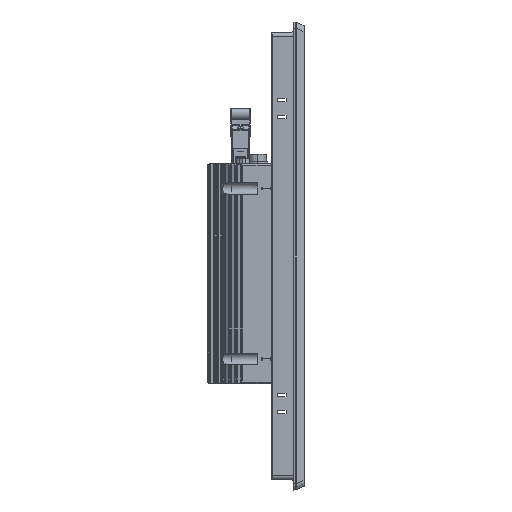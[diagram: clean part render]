
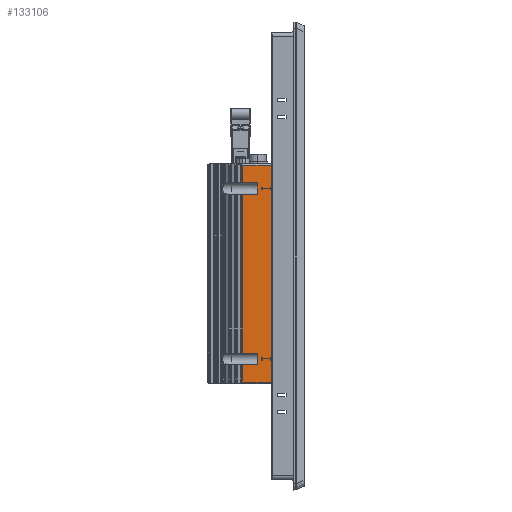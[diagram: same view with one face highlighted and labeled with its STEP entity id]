
A CAD part, left-side view. The second image highlights one B-rep face of the part: STEP entity #133106.
In plain terms, the highlighted planar face has unit normal (-1, 0, 0).
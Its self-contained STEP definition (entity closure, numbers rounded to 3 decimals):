
#417 = ORIENTED_EDGE ( 'NONE', *, *, #66410, .F. ) ;
#420 = ORIENTED_EDGE ( 'NONE', *, *, #39347, .T. ) ;
#613 = CARTESIAN_POINT ( 'NONE',  ( -133.001, 36.88, 43.549 ) ) ;
#2076 = LINE ( 'NONE', #13505, #91170 ) ;
#4245 = DIRECTION ( 'NONE',  ( 0., 1., 0. ) ) ;
#6796 = LINE ( 'NONE', #126173, #65310 ) ;
#6927 = VERTEX_POINT ( 'NONE', #91880 ) ;
#6983 = ORIENTED_EDGE ( 'NONE', *, *, #83937, .T. ) ;
#9084 = DIRECTION ( 'NONE',  ( 0., 0., -1. ) ) ;
#11168 = VERTEX_POINT ( 'NONE', #63942 ) ;
#11334 = DIRECTION ( 'NONE',  ( 0., 1., 0. ) ) ;
#12699 = VECTOR ( 'NONE', #30794, 1000. ) ;
#13505 = CARTESIAN_POINT ( 'NONE',  ( -133.001, 36.88, 63.949 ) ) ;
#14039 = CARTESIAN_POINT ( 'NONE',  ( -133.001, 35.3, -88.851 ) ) ;
#16340 = ORIENTED_EDGE ( 'NONE', *, *, #105226, .T. ) ;
#16862 = CARTESIAN_POINT ( 'NONE',  ( -133.001, 36.88, -76.451 ) ) ;
#20886 = LINE ( 'NONE', #44413, #85376 ) ;
#21464 = ORIENTED_EDGE ( 'NONE', *, *, #58863, .T. ) ;
#21586 = DIRECTION ( 'NONE',  ( 0., -1., 0. ) ) ;
#22802 = CARTESIAN_POINT ( 'NONE',  ( -133.001, 36.88, 51.549 ) ) ;
#23421 = VERTEX_POINT ( 'NONE', #16862 ) ;
#24730 = LINE ( 'NONE', #36125, #102319 ) ;
#25183 = EDGE_CURVE ( 'NONE', #45113, #134114, #77176, .T. ) ;
#25695 = CARTESIAN_POINT ( 'NONE',  ( -133.001, 36.88, 43.549 ) ) ;
#28491 = CARTESIAN_POINT ( 'NONE',  ( -133.001, 35.3, 63.949 ) ) ;
#29100 = LINE ( 'NONE', #127755, #108528 ) ;
#29140 = CARTESIAN_POINT ( 'NONE',  ( -133.001, 35.827, -88.851 ) ) ;
#30526 = DIRECTION ( 'NONE',  ( 0., 0., -1. ) ) ;
#30794 = DIRECTION ( 'NONE',  ( 0., 0., -1. ) ) ;
#32497 = VECTOR ( 'NONE', #127409, 1000. ) ;
#33175 = CARTESIAN_POINT ( 'NONE',  ( -133.001, 26.3, 43.549 ) ) ;
#34721 = DIRECTION ( 'NONE',  ( 0., 0., -1. ) ) ;
#36125 = CARTESIAN_POINT ( 'NONE',  ( -133.001, 36.88, -89.951 ) ) ;
#39174 = CARTESIAN_POINT ( 'NONE',  ( -133.001, 36.354, 63.933 ) ) ;
#39347 = EDGE_CURVE ( 'NONE', #134114, #139325, #40158, .T. ) ;
#40158 = LINE ( 'NONE', #83754, #32497 ) ;
#41773 = DIRECTION ( 'NONE',  ( 0., -1., 0. ) ) ;
#43436 = ORIENTED_EDGE ( 'NONE', *, *, #127570, .T. ) ;
#43482 = CARTESIAN_POINT ( 'NONE',  ( -133.001, 36.88, -76.451 ) ) ;
#44413 = CARTESIAN_POINT ( 'NONE',  ( -133.001, 36.88, 51.549 ) ) ;
#45113 = VERTEX_POINT ( 'NONE', #33175 ) ;
#45560 = VECTOR ( 'NONE', #4245, 1000. ) ;
#45647 = DIRECTION ( 'NONE',  ( 0., 1., 0. ) ) ;
#54578 = AXIS2_PLACEMENT_3D ( 'NONE', #128213, #75957, #87390 ) ;
#56430 = EDGE_CURVE ( 'NONE', #75340, #96098, #99744, .T. ) ;
#58863 = EDGE_CURVE ( 'NONE', #139325, #84441, #99835, .T. ) ;
#60673 = ORIENTED_EDGE ( 'NONE', *, *, #117595, .T. ) ;
#60975 = EDGE_CURVE ( 'NONE', #113871, #96201, #20886, .T. ) ;
#61519 = LINE ( 'NONE', #84392, #12699 ) ;
#63942 = CARTESIAN_POINT ( 'NONE',  ( -133.001, 16.3, 63.949 ) ) ;
#64883 = CARTESIAN_POINT ( 'NONE',  ( -133.001, 26.3, -68.451 ) ) ;
#65310 = VECTOR ( 'NONE', #41773, 1000. ) ;
#66410 = EDGE_CURVE ( 'NONE', #11168, #70214, #66715, .T. ) ;
#66715 = LINE ( 'NONE', #84822, #81910 ) ;
#70214 = VERTEX_POINT ( 'NONE', #78520 ) ;
#73852 = PLANE ( 'NONE',  #54578 ) ;
#75340 = VERTEX_POINT ( 'NONE', #129698 ) ;
#75957 = DIRECTION ( 'NONE',  ( -1., 0., 0. ) ) ;
#77176 = LINE ( 'NONE', #25695, #45560 ) ;
#78520 = CARTESIAN_POINT ( 'NONE',  ( -133.001, 16.3, -88.851 ) ) ;
#80103 = VECTOR ( 'NONE', #11334, 1000. ) ;
#80174 = ORIENTED_EDGE ( 'NONE', *, *, #60975, .T. ) ;
#81227 = VERTEX_POINT ( 'NONE', #99095 ) ;
#81910 = VECTOR ( 'NONE', #30526, 1000. ) ;
#83754 = CARTESIAN_POINT ( 'NONE',  ( -133.001, 36.88, -89.951 ) ) ;
#83937 = EDGE_CURVE ( 'NONE', #96201, #45113, #29100, .T. ) ;
#84392 = CARTESIAN_POINT ( 'NONE',  ( -133.001, 26.3, -89.951 ) ) ;
#84441 = VERTEX_POINT ( 'NONE', #64883 ) ;
#84822 = CARTESIAN_POINT ( 'NONE',  ( -133.001, 16.3, -89.951 ) ) ;
#85376 = VECTOR ( 'NONE', #21586, 1000. ) ;
#85888 = EDGE_CURVE ( 'NONE', #75340, #113871, #24730, .T. ) ;
#87316 = EDGE_LOOP ( 'NONE', ( #95804, #420, #21464, #129873, #60673, #16340, #90807, #43436, #417, #138912, #89668, #115289, #80174, #6983 ) ) ;
#87390 = DIRECTION ( 'NONE',  ( 0., 0., 1. ) ) ;
#88704 = EDGE_CURVE ( 'NONE', #84441, #6927, #61519, .T. ) ;
#89668 = ORIENTED_EDGE ( 'NONE', *, *, #56430, .F. ) ;
#90807 = ORIENTED_EDGE ( 'NONE', *, *, #114983, .T. ) ;
#91170 = VECTOR ( 'NONE', #45647, 1000. ) ;
#91273 = CARTESIAN_POINT ( 'NONE',  ( -133.001, 26.3, 51.549 ) ) ;
#91880 = CARTESIAN_POINT ( 'NONE',  ( -133.001, 26.3, -76.451 ) ) ;
#95804 = ORIENTED_EDGE ( 'NONE', *, *, #25183, .T. ) ;
#96098 = VERTEX_POINT ( 'NONE', #109922 ) ;
#96201 = VERTEX_POINT ( 'NONE', #91273 ) ;
#96312 = CARTESIAN_POINT ( 'NONE',  ( -133.001, 35.3, -88.851 ) ) ;
#97706 = CARTESIAN_POINT ( 'NONE',  ( -133.001, 36.88, -68.451 ) ) ;
#99095 = CARTESIAN_POINT ( 'NONE',  ( -133.001, 36.88, -88.803 ) ) ;
#99384 = DIRECTION ( 'NONE',  ( 0., 0., -1. ) ) ;
#99744 = B_SPLINE_CURVE_WITH_KNOTS ( 'NONE', 3,
 ( #101486, #39174, #126432, #28491 ),
 .UNSPECIFIED., .F., .F.,
 ( 4, 4 ),
 ( 0., 0.002 ),
 .UNSPECIFIED. ) ;
#99835 = LINE ( 'NONE', #97706, #114972 ) ;
#101486 = CARTESIAN_POINT ( 'NONE',  ( -133.001, 36.88, 63.901 ) ) ;
#102319 = VECTOR ( 'NONE', #34721, 1000. ) ;
#105226 = EDGE_CURVE ( 'NONE', #23421, #81227, #108697, .T. ) ;
#105281 = B_SPLINE_CURVE_WITH_KNOTS ( 'NONE', 3,
 ( #128495, #107070, #29140, #96312 ),
 .UNSPECIFIED., .F., .F.,
 ( 4, 4 ),
 ( 0., 0.002 ),
 .UNSPECIFIED. ) ;
#107070 = CARTESIAN_POINT ( 'NONE',  ( -133.001, 36.354, -88.835 ) ) ;
#107309 = CARTESIAN_POINT ( 'NONE',  ( -133.001, 36.88, -68.451 ) ) ;
#108528 = VECTOR ( 'NONE', #9084, 1000. ) ;
#108697 = LINE ( 'NONE', #118705, #139971 ) ;
#109922 = CARTESIAN_POINT ( 'NONE',  ( -133.001, 35.3, 63.949 ) ) ;
#113871 = VERTEX_POINT ( 'NONE', #22802 ) ;
#113914 = EDGE_CURVE ( 'NONE', #11168, #96098, #2076, .T. ) ;
#114972 = VECTOR ( 'NONE', #121974, 1000. ) ;
#114983 = EDGE_CURVE ( 'NONE', #81227, #128711, #105281, .T. ) ;
#115289 = ORIENTED_EDGE ( 'NONE', *, *, #85888, .T. ) ;
#117595 = EDGE_CURVE ( 'NONE', #6927, #23421, #131400, .T. ) ;
#118705 = CARTESIAN_POINT ( 'NONE',  ( -133.001, 36.88, -89.951 ) ) ;
#121974 = DIRECTION ( 'NONE',  ( 0., -1., 0. ) ) ;
#126173 = CARTESIAN_POINT ( 'NONE',  ( -133.001, 36.88, -88.851 ) ) ;
#126432 = CARTESIAN_POINT ( 'NONE',  ( -133.001, 35.827, 63.949 ) ) ;
#127409 = DIRECTION ( 'NONE',  ( 0., 0., -1. ) ) ;
#127570 = EDGE_CURVE ( 'NONE', #128711, #70214, #6796, .T. ) ;
#127755 = CARTESIAN_POINT ( 'NONE',  ( -133.001, 26.3, -89.951 ) ) ;
#128213 = CARTESIAN_POINT ( 'NONE',  ( -133.001, 36.88, -89.951 ) ) ;
#128495 = CARTESIAN_POINT ( 'NONE',  ( -133.001, 36.88, -88.803 ) ) ;
#128711 = VERTEX_POINT ( 'NONE', #14039 ) ;
#129698 = CARTESIAN_POINT ( 'NONE',  ( -133.001, 36.88, 63.901 ) ) ;
#129873 = ORIENTED_EDGE ( 'NONE', *, *, #88704, .T. ) ;
#131400 = LINE ( 'NONE', #43482, #80103 ) ;
#133106 = ADVANCED_FACE ( 'NONE', ( #141049 ), #73852, .T. ) ;
#134114 = VERTEX_POINT ( 'NONE', #613 ) ;
#138912 = ORIENTED_EDGE ( 'NONE', *, *, #113914, .T. ) ;
#139325 = VERTEX_POINT ( 'NONE', #107309 ) ;
#139971 = VECTOR ( 'NONE', #99384, 1000. ) ;
#141049 = FACE_OUTER_BOUND ( 'NONE', #87316, .T. ) ;
